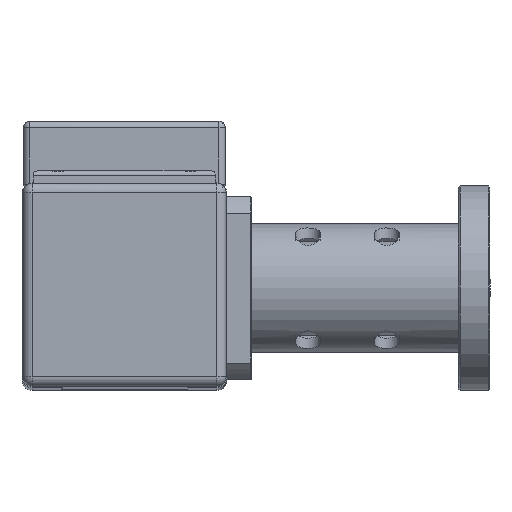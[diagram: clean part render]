
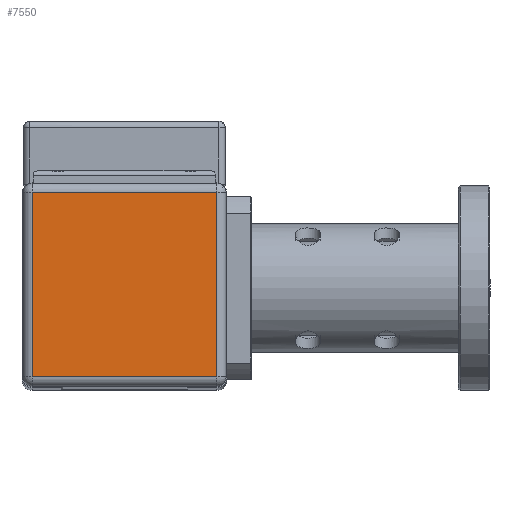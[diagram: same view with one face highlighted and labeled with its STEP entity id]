
A CAD part, top view. The second image highlights one B-rep face of the part: STEP entity #7550.
In plain terms, the highlighted planar face has unit normal (0, 0, 1).
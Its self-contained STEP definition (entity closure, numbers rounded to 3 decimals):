
#7511=CARTESIAN_POINT('',(-24.102,4.568,580.));
#7512=DIRECTION('',(0.0,0.0,1.0));
#7513=DIRECTION('',(1.0,0.0,0.0));
#7514=AXIS2_PLACEMENT_3D('',#7511,#7512,#7513);
#7515=PLANE('',#7514);
#7516=CARTESIAN_POINT('',(-25.365,48.318,580.));
#7517=VERTEX_POINT('',#7516);
#7518=CARTESIAN_POINT('',(33.135,48.318,580.));
#7519=VERTEX_POINT('',#7518);
#7520=CARTESIAN_POINT('',(-25.365,48.318,580.));
#7521=DIRECTION('',(1.0,0.0,0.0));
#7522=VECTOR('',#7521,58.5);
#7523=LINE('',#7520,#7522);
#7524=EDGE_CURVE('',#7517,#7519,#7523,.T.);
#7525=ORIENTED_EDGE('',*,*,#7524,.F.);
#7526=CARTESIAN_POINT('',(-25.365,-10.182,580.));
#7527=VERTEX_POINT('',#7526);
#7528=CARTESIAN_POINT('',(-25.365,-10.182,580.));
#7529=DIRECTION('',(0.0,1.0,0.0));
#7530=VECTOR('',#7529,58.5);
#7531=LINE('',#7528,#7530);
#7532=EDGE_CURVE('',#7527,#7517,#7531,.T.);
#7533=ORIENTED_EDGE('',*,*,#7532,.F.);
#7534=CARTESIAN_POINT('',(33.135,-10.182,580.));
#7535=VERTEX_POINT('',#7534);
#7536=CARTESIAN_POINT('',(33.135,-10.182,580.));
#7537=DIRECTION('',(-1.0,0.0,0.0));
#7538=VECTOR('',#7537,58.5);
#7539=LINE('',#7536,#7538);
#7540=EDGE_CURVE('',#7535,#7527,#7539,.T.);
#7541=ORIENTED_EDGE('',*,*,#7540,.F.);
#7542=CARTESIAN_POINT('',(33.135,48.318,580.));
#7543=DIRECTION('',(0.0,-1.0,0.0));
#7544=VECTOR('',#7543,58.5);
#7545=LINE('',#7542,#7544);
#7546=EDGE_CURVE('',#7519,#7535,#7545,.T.);
#7547=ORIENTED_EDGE('',*,*,#7546,.F.);
#7548=EDGE_LOOP('',(#7525,#7533,#7541,#7547));
#7549=FACE_OUTER_BOUND('',#7548,.T.);
#7550=ADVANCED_FACE('',(#7549),#7515,.T.);
